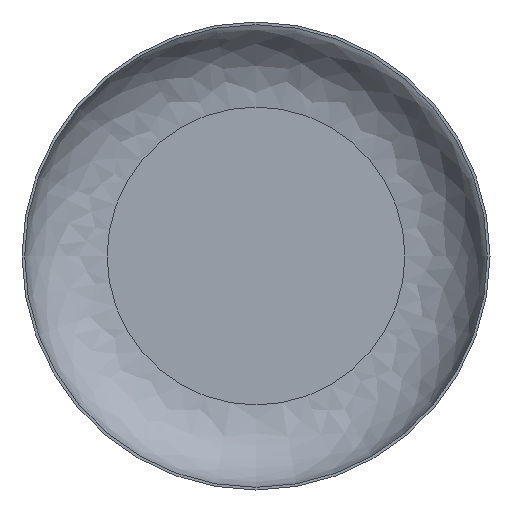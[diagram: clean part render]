
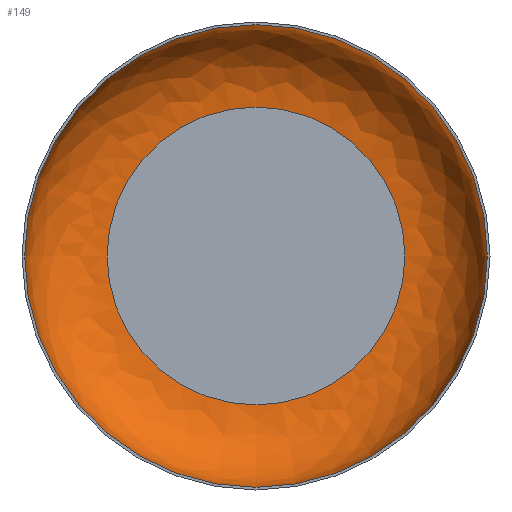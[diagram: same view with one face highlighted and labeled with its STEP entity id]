
A CAD part, left-side view. The second image highlights one B-rep face of the part: STEP entity #149.
In plain terms, the highlighted face is a revolution surface.
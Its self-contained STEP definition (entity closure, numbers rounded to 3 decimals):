
#31 = PLANE('',#32);
#32 = AXIS2_PLACEMENT_3D('',#33,#34,#35);
#33 = CARTESIAN_POINT('',(0.,0.,0.));
#34 = DIRECTION('',(-1.,0.,0.));
#35 = DIRECTION('',(0.,0.,-1.));
#61 = EDGE_CURVE('',#62,#62,#64,.T.);
#62 = VERTEX_POINT('',#63);
#63 = CARTESIAN_POINT('',(0.,0.,
    -217.5));
#64 = SURFACE_CURVE('',#65,(#70,#77),.PCURVE_S1.);
#65 = CIRCLE('',#66,217.5);
#66 = AXIS2_PLACEMENT_3D('',#67,#68,#69);
#67 = CARTESIAN_POINT('',(0.,0.,
    0.));
#68 = DIRECTION('',(-1.,0.,0.));
#69 = DIRECTION('',(0.,0.,-1.));
#70 = PCURVE('',#31,#71);
#71 = DEFINITIONAL_REPRESENTATION('',(#72),#76);
#72 = CIRCLE('',#73,217.5);
#73 = AXIS2_PLACEMENT_2D('',#74,#75);
#74 = CARTESIAN_POINT('',(0.,0.));
#75 = DIRECTION('',(1.,-0.));
#76 = ( GEOMETRIC_REPRESENTATION_CONTEXT(2) 
PARAMETRIC_REPRESENTATION_CONTEXT() REPRESENTATION_CONTEXT('2D SPACE',''
  ) );
#77 = PCURVE('',#78,#87);
#78 = SURFACE_OF_REVOLUTION('',#79,#84);
#79 = CIRCLE('',#80,77.5);
#80 = AXIS2_PLACEMENT_3D('',#81,#82,#83);
#81 = CARTESIAN_POINT('',(0.,0.,
    -140.));
#82 = DIRECTION('',(0.,-1.,0.));
#83 = DIRECTION('',(-1.,0.,0.));
#84 = AXIS1_PLACEMENT('',#85,#86);
#85 = CARTESIAN_POINT('',(0.,0.,0.));
#86 = DIRECTION('',(-1.,0.,0.));
#87 = DEFINITIONAL_REPRESENTATION('',(#88),#92);
#88 = LINE('',#89,#90);
#89 = CARTESIAN_POINT('',(0.,1.571));
#90 = VECTOR('',#91,1.);
#91 = DIRECTION('',(1.,0.));
#92 = ( GEOMETRIC_REPRESENTATION_CONTEXT(2) 
PARAMETRIC_REPRESENTATION_CONTEXT() REPRESENTATION_CONTEXT('2D SPACE',''
  ) );
#149 = ADVANCED_FACE('',(#150),#78,.T.);
#150 = FACE_BOUND('',#151,.T.);
#151 = EDGE_LOOP('',(#152,#153,#177,#204));
#152 = ORIENTED_EDGE('',*,*,#61,.T.);
#153 = ORIENTED_EDGE('',*,*,#154,.T.);
#154 = EDGE_CURVE('',#62,#155,#157,.T.);
#155 = VERTEX_POINT('',#156);
#156 = CARTESIAN_POINT('',(77.5,0.,
    -140.));
#157 = SEAM_CURVE('',#158,(#163,#170),.PCURVE_S1.);
#158 = CIRCLE('',#159,77.5);
#159 = AXIS2_PLACEMENT_3D('',#160,#161,#162);
#160 = CARTESIAN_POINT('',(0.,0.,
    -140.));
#161 = DIRECTION('',(0.,-1.,0.));
#162 = DIRECTION('',(-1.,0.,0.));
#163 = PCURVE('',#78,#164);
#164 = DEFINITIONAL_REPRESENTATION('',(#165),#169);
#165 = LINE('',#166,#167);
#166 = CARTESIAN_POINT('',(0.,0.));
#167 = VECTOR('',#168,1.);
#168 = DIRECTION('',(0.,1.));
#169 = ( GEOMETRIC_REPRESENTATION_CONTEXT(2) 
PARAMETRIC_REPRESENTATION_CONTEXT() REPRESENTATION_CONTEXT('2D SPACE',''
  ) );
#170 = PCURVE('',#78,#171);
#171 = DEFINITIONAL_REPRESENTATION('',(#172),#176);
#172 = LINE('',#173,#174);
#173 = CARTESIAN_POINT('',(6.283,0.));
#174 = VECTOR('',#175,1.);
#175 = DIRECTION('',(0.,1.));
#176 = ( GEOMETRIC_REPRESENTATION_CONTEXT(2) 
PARAMETRIC_REPRESENTATION_CONTEXT() REPRESENTATION_CONTEXT('2D SPACE',''
  ) );
#177 = ORIENTED_EDGE('',*,*,#178,.F.);
#178 = EDGE_CURVE('',#155,#155,#179,.T.);
#179 = SURFACE_CURVE('',#180,(#185,#192),.PCURVE_S1.);
#180 = CIRCLE('',#181,140.);
#181 = AXIS2_PLACEMENT_3D('',#182,#183,#184);
#182 = CARTESIAN_POINT('',(77.5,0.,
    0.));
#183 = DIRECTION('',(-1.,0.,0.));
#184 = DIRECTION('',(0.,0.,-1.));
#185 = PCURVE('',#78,#186);
#186 = DEFINITIONAL_REPRESENTATION('',(#187),#191);
#187 = LINE('',#188,#189);
#188 = CARTESIAN_POINT('',(0.,3.142));
#189 = VECTOR('',#190,1.);
#190 = DIRECTION('',(1.,0.));
#191 = ( GEOMETRIC_REPRESENTATION_CONTEXT(2) 
PARAMETRIC_REPRESENTATION_CONTEXT() REPRESENTATION_CONTEXT('2D SPACE',''
  ) );
#192 = PCURVE('',#193,#198);
#193 = PLANE('',#194);
#194 = AXIS2_PLACEMENT_3D('',#195,#196,#197);
#195 = CARTESIAN_POINT('',(77.5,0.,
    0.));
#196 = DIRECTION('',(-1.,0.,0.));
#197 = DIRECTION('',(0.,0.,-1.));
#198 = DEFINITIONAL_REPRESENTATION('',(#199),#203);
#199 = CIRCLE('',#200,140.);
#200 = AXIS2_PLACEMENT_2D('',#201,#202);
#201 = CARTESIAN_POINT('',(0.,0.));
#202 = DIRECTION('',(1.,-0.));
#203 = ( GEOMETRIC_REPRESENTATION_CONTEXT(2) 
PARAMETRIC_REPRESENTATION_CONTEXT() REPRESENTATION_CONTEXT('2D SPACE',''
  ) );
#204 = ORIENTED_EDGE('',*,*,#154,.F.);
